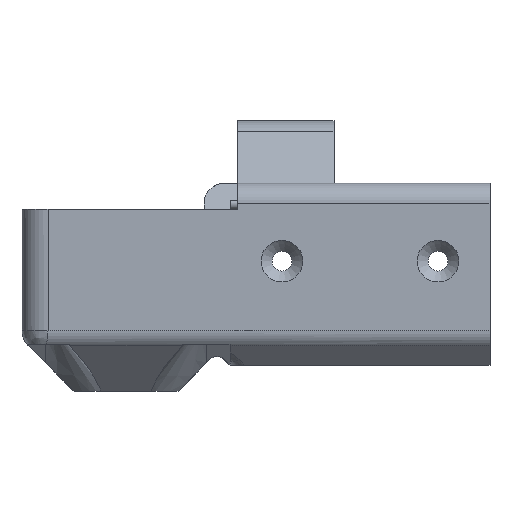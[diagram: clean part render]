
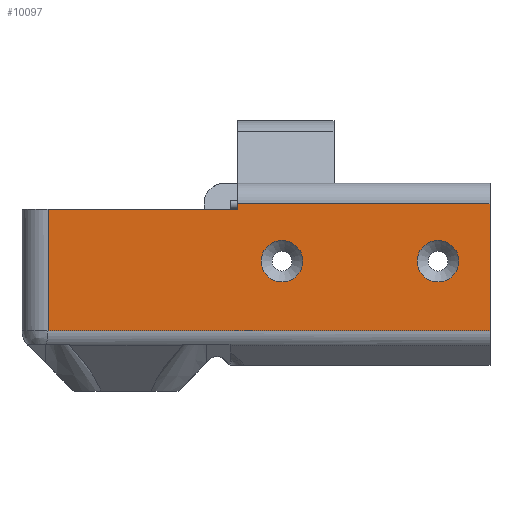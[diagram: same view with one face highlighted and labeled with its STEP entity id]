
A CAD part, left-side view. The second image highlights one B-rep face of the part: STEP entity #10097.
In plain terms, the highlighted planar face has unit normal (-1, 0, 0).
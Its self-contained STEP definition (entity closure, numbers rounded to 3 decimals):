
#129 = PLANE('',#130);
#130 = AXIS2_PLACEMENT_3D('',#131,#132,#133);
#131 = CARTESIAN_POINT('',(-4.712,-7.685,0.));
#132 = DIRECTION('',(0.,0.,1.));
#133 = DIRECTION('',(1.,0.,0.));
#1243 = PLANE('',#1244);
#1244 = AXIS2_PLACEMENT_3D('',#1245,#1246,#1247);
#1245 = CARTESIAN_POINT('',(-7.393,-70.,-11.27));
#1246 = DIRECTION('',(0.,-1.,0.));
#1247 = DIRECTION('',(0.,0.,1.));
#1294 = PLANE('',#1295);
#1295 = AXIS2_PLACEMENT_3D('',#1296,#1297,#1298);
#1296 = CARTESIAN_POINT('',(4.422,-21.5,5.698));
#1297 = DIRECTION('',(0.,1.,0.));
#1298 = DIRECTION('',(0.,0.,-1.));
#2630 = VERTEX_POINT('',#2631);
#2631 = CARTESIAN_POINT('',(-20.,-21.5,0.));
#2652 = EDGE_CURVE('',#2653,#2630,#2655,.T.);
#2653 = VERTEX_POINT('',#2654);
#2654 = CARTESIAN_POINT('',(-20.,15.,0.));
#2655 = SURFACE_CURVE('',#2656,(#2660,#2667),.PCURVE_S1.);
#2656 = LINE('',#2657,#2658);
#2657 = CARTESIAN_POINT('',(-20.,20.,0.));
#2658 = VECTOR('',#2659,1.);
#2659 = DIRECTION('',(-0.,-1.,-0.));
#2660 = PCURVE('',#129,#2661);
#2661 = DEFINITIONAL_REPRESENTATION('',(#2662),#2666);
#2662 = LINE('',#2663,#2664);
#2663 = CARTESIAN_POINT('',(-15.288,27.685));
#2664 = VECTOR('',#2665,1.);
#2665 = DIRECTION('',(-0.,-1.));
#2666 = ( GEOMETRIC_REPRESENTATION_CONTEXT(2) 
PARAMETRIC_REPRESENTATION_CONTEXT() REPRESENTATION_CONTEXT('2D SPACE',''
  ) );
#2667 = PCURVE('',#2668,#2673);
#2668 = PLANE('',#2669);
#2669 = AXIS2_PLACEMENT_3D('',#2670,#2671,#2672);
#2670 = CARTESIAN_POINT('',(-20.,-25.151,-12.151));
#2671 = DIRECTION('',(-1.,-0.,-0.));
#2672 = DIRECTION('',(0.,0.,-1.));
#2673 = DEFINITIONAL_REPRESENTATION('',(#2674),#2678);
#2674 = LINE('',#2675,#2676);
#2675 = CARTESIAN_POINT('',(-12.151,-45.151));
#2676 = VECTOR('',#2677,1.);
#2677 = DIRECTION('',(-0.,1.));
#2678 = ( GEOMETRIC_REPRESENTATION_CONTEXT(2) 
PARAMETRIC_REPRESENTATION_CONTEXT() REPRESENTATION_CONTEXT('2D SPACE',''
  ) );
#2697 = CYLINDRICAL_SURFACE('',#2698,5.);
#2698 = AXIS2_PLACEMENT_3D('',#2699,#2700,#2701);
#2699 = CARTESIAN_POINT('',(-15.,15.,0.));
#2700 = DIRECTION('',(0.,0.,-1.));
#2701 = DIRECTION('',(0.,1.,0.));
#5985 = VERTEX_POINT('',#5986);
#5986 = CARTESIAN_POINT('',(-20.,-21.5,1.));
#6005 = CYLINDRICAL_SURFACE('',#6006,4.);
#6006 = AXIS2_PLACEMENT_3D('',#6007,#6008,#6009);
#6007 = CARTESIAN_POINT('',(-16.,-70.,1.));
#6008 = DIRECTION('',(0.,1.,0.));
#6009 = DIRECTION('',(0.,0.,1.));
#6017 = EDGE_CURVE('',#2630,#5985,#6018,.T.);
#6018 = SURFACE_CURVE('',#6019,(#6023,#6030),.PCURVE_S1.);
#6019 = LINE('',#6020,#6021);
#6020 = CARTESIAN_POINT('',(-20.,-21.5,-6.075));
#6021 = VECTOR('',#6022,1.);
#6022 = DIRECTION('',(0.,0.,1.));
#6023 = PCURVE('',#1294,#6024);
#6024 = DEFINITIONAL_REPRESENTATION('',(#6025),#6029);
#6025 = LINE('',#6026,#6027);
#6026 = CARTESIAN_POINT('',(11.774,24.422));
#6027 = VECTOR('',#6028,1.);
#6028 = DIRECTION('',(-1.,0.));
#6029 = ( GEOMETRIC_REPRESENTATION_CONTEXT(2) 
PARAMETRIC_REPRESENTATION_CONTEXT() REPRESENTATION_CONTEXT('2D SPACE',''
  ) );
#6030 = PCURVE('',#2668,#6031);
#6031 = DEFINITIONAL_REPRESENTATION('',(#6032),#6036);
#6032 = LINE('',#6033,#6034);
#6033 = CARTESIAN_POINT('',(-6.075,-3.651));
#6034 = VECTOR('',#6035,1.);
#6035 = DIRECTION('',(-1.,-0.));
#6036 = ( GEOMETRIC_REPRESENTATION_CONTEXT(2) 
PARAMETRIC_REPRESENTATION_CONTEXT() REPRESENTATION_CONTEXT('2D SPACE',''
  ) );
#6461 = VERTEX_POINT('',#6462);
#6462 = CARTESIAN_POINT('',(-20.,-70.,-23.343));
#6477 = CYLINDRICAL_SURFACE('',#6478,4.);
#6478 = AXIS2_PLACEMENT_3D('',#6479,#6480,#6481);
#6479 = CARTESIAN_POINT('',(-16.,-70.,-23.343));
#6480 = DIRECTION('',(0.,1.,0.));
#6481 = DIRECTION('',(-1.,-0.,-0.));
#6489 = EDGE_CURVE('',#6461,#6490,#6492,.T.);
#6490 = VERTEX_POINT('',#6491);
#6491 = CARTESIAN_POINT('',(-20.,-70.,1.));
#6492 = SURFACE_CURVE('',#6493,(#6497,#6504),.PCURVE_S1.);
#6493 = LINE('',#6494,#6495);
#6494 = CARTESIAN_POINT('',(-20.,-70.,-25.));
#6495 = VECTOR('',#6496,1.);
#6496 = DIRECTION('',(0.,0.,1.));
#6497 = PCURVE('',#1243,#6498);
#6498 = DEFINITIONAL_REPRESENTATION('',(#6499),#6503);
#6499 = LINE('',#6500,#6501);
#6500 = CARTESIAN_POINT('',(-13.73,12.607));
#6501 = VECTOR('',#6502,1.);
#6502 = DIRECTION('',(1.,-0.));
#6503 = ( GEOMETRIC_REPRESENTATION_CONTEXT(2) 
PARAMETRIC_REPRESENTATION_CONTEXT() REPRESENTATION_CONTEXT('2D SPACE',''
  ) );
#6504 = PCURVE('',#2668,#6505);
#6505 = DEFINITIONAL_REPRESENTATION('',(#6506),#6510);
#6506 = LINE('',#6507,#6508);
#6507 = CARTESIAN_POINT('',(12.849,44.849));
#6508 = VECTOR('',#6509,1.);
#6509 = DIRECTION('',(-1.,-0.));
#6510 = ( GEOMETRIC_REPRESENTATION_CONTEXT(2) 
PARAMETRIC_REPRESENTATION_CONTEXT() REPRESENTATION_CONTEXT('2D SPACE',''
  ) );
#10097 = ADVANCED_FACE('',(#10098,#10168,#10199),#2668,.T.);
#10098 = FACE_BOUND('',#10099,.F.);
#10099 = EDGE_LOOP('',(#10100,#10123,#10124,#10125,#10146,#10147));
#10100 = ORIENTED_EDGE('',*,*,#10101,.F.);
#10101 = EDGE_CURVE('',#2653,#10102,#10104,.T.);
#10102 = VERTEX_POINT('',#10103);
#10103 = CARTESIAN_POINT('',(-20.,15.,-23.343));
#10104 = SURFACE_CURVE('',#10105,(#10109,#10116),.PCURVE_S1.);
#10105 = LINE('',#10106,#10107);
#10106 = CARTESIAN_POINT('',(-20.,15.,0.));
#10107 = VECTOR('',#10108,1.);
#10108 = DIRECTION('',(0.,0.,-1.));
#10109 = PCURVE('',#2668,#10110);
#10110 = DEFINITIONAL_REPRESENTATION('',(#10111),#10115);
#10111 = LINE('',#10112,#10113);
#10112 = CARTESIAN_POINT('',(-12.151,-40.151));
#10113 = VECTOR('',#10114,1.);
#10114 = DIRECTION('',(1.,-0.));
#10115 = ( GEOMETRIC_REPRESENTATION_CONTEXT(2) 
PARAMETRIC_REPRESENTATION_CONTEXT() REPRESENTATION_CONTEXT('2D SPACE',''
  ) );
#10116 = PCURVE('',#2697,#10117);
#10117 = DEFINITIONAL_REPRESENTATION('',(#10118),#10122);
#10118 = LINE('',#10119,#10120);
#10119 = CARTESIAN_POINT('',(-1.571,0.));
#10120 = VECTOR('',#10121,1.);
#10121 = DIRECTION('',(-0.,1.));
#10122 = ( GEOMETRIC_REPRESENTATION_CONTEXT(2) 
PARAMETRIC_REPRESENTATION_CONTEXT() REPRESENTATION_CONTEXT('2D SPACE',''
  ) );
#10123 = ORIENTED_EDGE('',*,*,#2652,.T.);
#10124 = ORIENTED_EDGE('',*,*,#6017,.T.);
#10125 = ORIENTED_EDGE('',*,*,#10126,.F.);
#10126 = EDGE_CURVE('',#6490,#5985,#10127,.T.);
#10127 = SURFACE_CURVE('',#10128,(#10132,#10139),.PCURVE_S1.);
#10128 = LINE('',#10129,#10130);
#10129 = CARTESIAN_POINT('',(-20.,-70.,1.));
#10130 = VECTOR('',#10131,1.);
#10131 = DIRECTION('',(0.,1.,0.));
#10132 = PCURVE('',#2668,#10133);
#10133 = DEFINITIONAL_REPRESENTATION('',(#10134),#10138);
#10134 = LINE('',#10135,#10136);
#10135 = CARTESIAN_POINT('',(-13.151,44.849));
#10136 = VECTOR('',#10137,1.);
#10137 = DIRECTION('',(-0.,-1.));
#10138 = ( GEOMETRIC_REPRESENTATION_CONTEXT(2) 
PARAMETRIC_REPRESENTATION_CONTEXT() REPRESENTATION_CONTEXT('2D SPACE',''
  ) );
#10139 = PCURVE('',#6005,#10140);
#10140 = DEFINITIONAL_REPRESENTATION('',(#10141),#10145);
#10141 = LINE('',#10142,#10143);
#10142 = CARTESIAN_POINT('',(-1.571,0.));
#10143 = VECTOR('',#10144,1.);
#10144 = DIRECTION('',(-0.,1.));
#10145 = ( GEOMETRIC_REPRESENTATION_CONTEXT(2) 
PARAMETRIC_REPRESENTATION_CONTEXT() REPRESENTATION_CONTEXT('2D SPACE',''
  ) );
#10146 = ORIENTED_EDGE('',*,*,#6489,.F.);
#10147 = ORIENTED_EDGE('',*,*,#10148,.T.);
#10148 = EDGE_CURVE('',#6461,#10102,#10149,.T.);
#10149 = SURFACE_CURVE('',#10150,(#10154,#10161),.PCURVE_S1.);
#10150 = LINE('',#10151,#10152);
#10151 = CARTESIAN_POINT('',(-20.,-70.,-23.343));
#10152 = VECTOR('',#10153,1.);
#10153 = DIRECTION('',(0.,1.,0.));
#10154 = PCURVE('',#2668,#10155);
#10155 = DEFINITIONAL_REPRESENTATION('',(#10156),#10160);
#10156 = LINE('',#10157,#10158);
#10157 = CARTESIAN_POINT('',(11.192,44.849));
#10158 = VECTOR('',#10159,1.);
#10159 = DIRECTION('',(-0.,-1.));
#10160 = ( GEOMETRIC_REPRESENTATION_CONTEXT(2) 
PARAMETRIC_REPRESENTATION_CONTEXT() REPRESENTATION_CONTEXT('2D SPACE',''
  ) );
#10161 = PCURVE('',#6477,#10162);
#10162 = DEFINITIONAL_REPRESENTATION('',(#10163),#10167);
#10163 = LINE('',#10164,#10165);
#10164 = CARTESIAN_POINT('',(-0.,0.));
#10165 = VECTOR('',#10166,1.);
#10166 = DIRECTION('',(-0.,1.));
#10167 = ( GEOMETRIC_REPRESENTATION_CONTEXT(2) 
PARAMETRIC_REPRESENTATION_CONTEXT() REPRESENTATION_CONTEXT('2D SPACE',''
  ) );
#10168 = FACE_BOUND('',#10169,.F.);
#10169 = EDGE_LOOP('',(#10170));
#10170 = ORIENTED_EDGE('',*,*,#10171,.T.);
#10171 = EDGE_CURVE('',#10172,#10172,#10174,.T.);
#10172 = VERTEX_POINT('',#10173);
#10173 = CARTESIAN_POINT('',(-20.,-34.,-10.));
#10174 = SURFACE_CURVE('',#10175,(#10180,#10187),.PCURVE_S1.);
#10175 = CIRCLE('',#10176,4.);
#10176 = AXIS2_PLACEMENT_3D('',#10177,#10178,#10179);
#10177 = CARTESIAN_POINT('',(-20.,-30.,-10.));
#10178 = DIRECTION('',(-1.,0.,0.));
#10179 = DIRECTION('',(0.,-1.,0.));
#10180 = PCURVE('',#2668,#10181);
#10181 = DEFINITIONAL_REPRESENTATION('',(#10182),#10186);
#10182 = CIRCLE('',#10183,4.);
#10183 = AXIS2_PLACEMENT_2D('',#10184,#10185);
#10184 = CARTESIAN_POINT('',(-2.151,4.849));
#10185 = DIRECTION('',(-0.,1.));
#10186 = ( GEOMETRIC_REPRESENTATION_CONTEXT(2) 
PARAMETRIC_REPRESENTATION_CONTEXT() REPRESENTATION_CONTEXT('2D SPACE',''
  ) );
#10187 = PCURVE('',#10188,#10193);
#10188 = CONICAL_SURFACE('',#10189,4.,0.785);
#10189 = AXIS2_PLACEMENT_3D('',#10190,#10191,#10192);
#10190 = CARTESIAN_POINT('',(-20.,-30.,-10.));
#10191 = DIRECTION('',(-1.,0.,0.));
#10192 = DIRECTION('',(0.,-1.,0.));
#10193 = DEFINITIONAL_REPRESENTATION('',(#10194),#10198);
#10194 = LINE('',#10195,#10196);
#10195 = CARTESIAN_POINT('',(0.,-0.));
#10196 = VECTOR('',#10197,1.);
#10197 = DIRECTION('',(1.,-0.));
#10198 = ( GEOMETRIC_REPRESENTATION_CONTEXT(2) 
PARAMETRIC_REPRESENTATION_CONTEXT() REPRESENTATION_CONTEXT('2D SPACE',''
  ) );
#10199 = FACE_BOUND('',#10200,.F.);
#10200 = EDGE_LOOP('',(#10201));
#10201 = ORIENTED_EDGE('',*,*,#10202,.T.);
#10202 = EDGE_CURVE('',#10203,#10203,#10205,.T.);
#10203 = VERTEX_POINT('',#10204);
#10204 = CARTESIAN_POINT('',(-20.,-64.,-10.));
#10205 = SURFACE_CURVE('',#10206,(#10211,#10218),.PCURVE_S1.);
#10206 = CIRCLE('',#10207,4.);
#10207 = AXIS2_PLACEMENT_3D('',#10208,#10209,#10210);
#10208 = CARTESIAN_POINT('',(-20.,-60.,-10.));
#10209 = DIRECTION('',(-1.,0.,0.));
#10210 = DIRECTION('',(0.,-1.,0.));
#10211 = PCURVE('',#2668,#10212);
#10212 = DEFINITIONAL_REPRESENTATION('',(#10213),#10217);
#10213 = CIRCLE('',#10214,4.);
#10214 = AXIS2_PLACEMENT_2D('',#10215,#10216);
#10215 = CARTESIAN_POINT('',(-2.151,34.849));
#10216 = DIRECTION('',(-0.,1.));
#10217 = ( GEOMETRIC_REPRESENTATION_CONTEXT(2) 
PARAMETRIC_REPRESENTATION_CONTEXT() REPRESENTATION_CONTEXT('2D SPACE',''
  ) );
#10218 = PCURVE('',#10219,#10224);
#10219 = CONICAL_SURFACE('',#10220,4.,0.785);
#10220 = AXIS2_PLACEMENT_3D('',#10221,#10222,#10223);
#10221 = CARTESIAN_POINT('',(-20.,-60.,-10.));
#10222 = DIRECTION('',(-1.,0.,0.));
#10223 = DIRECTION('',(0.,-1.,0.));
#10224 = DEFINITIONAL_REPRESENTATION('',(#10225),#10229);
#10225 = LINE('',#10226,#10227);
#10226 = CARTESIAN_POINT('',(0.,-0.));
#10227 = VECTOR('',#10228,1.);
#10228 = DIRECTION('',(1.,-0.));
#10229 = ( GEOMETRIC_REPRESENTATION_CONTEXT(2) 
PARAMETRIC_REPRESENTATION_CONTEXT() REPRESENTATION_CONTEXT('2D SPACE',''
  ) );
